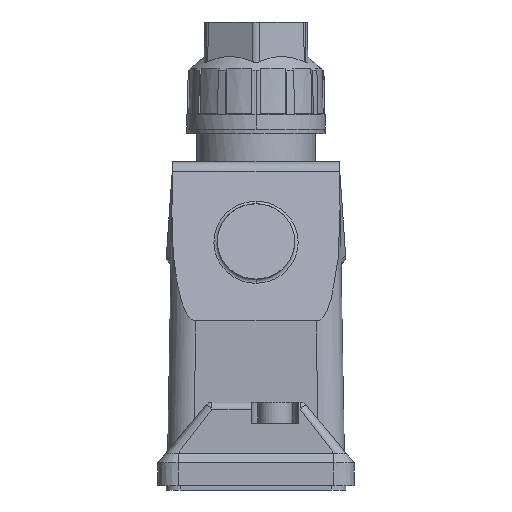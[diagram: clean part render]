
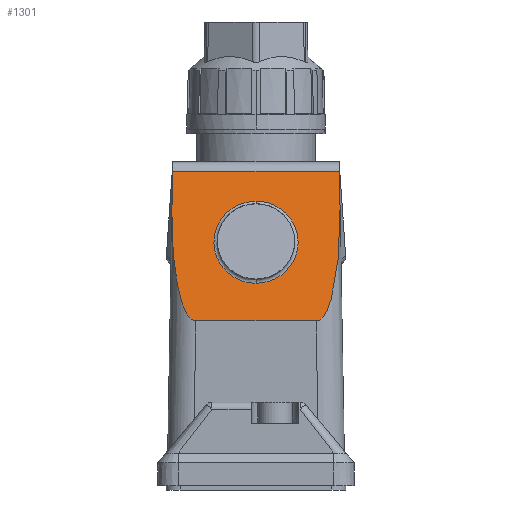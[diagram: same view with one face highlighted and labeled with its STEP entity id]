
A CAD part, front view. The second image highlights one B-rep face of the part: STEP entity #1301.
In plain terms, the highlighted planar face has unit normal (0, -0.974, 0.225).
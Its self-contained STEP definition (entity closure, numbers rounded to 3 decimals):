
#1170=AXIS2_PLACEMENT_3D('Plane Axis2P3D',#1167,#1168,#1169) ;
#840=CARTESIAN_POINT('Vertex',(4.343,27.301,92.287)) ;
#843=CARTESIAN_POINT('Line Origine',(10.861,27.301,92.287)) ;
#847=CARTESIAN_POINT('Vertex',(52.657,27.301,92.287)) ;
#927=CARTESIAN_POINT('Line Origine',(4.248,26.051,86.871)) ;
#931=CARTESIAN_POINT('Vertex',(4.154,24.8,81.454)) ;
#1167=CARTESIAN_POINT('Axis2P3D Location',(64.191,16.386,45.011)) ;
#1173=CARTESIAN_POINT('Control Point',(11.088,17.3,48.968)) ;
#1174=CARTESIAN_POINT('Control Point',(10.509,17.3,48.968)) ;
#1175=CARTESIAN_POINT('Control Point',(9.935,17.356,49.21)) ;
#1176=CARTESIAN_POINT('Control Point',(9.379,17.467,49.693)) ;
#1177=CARTESIAN_POINT('Control Point',(8.125,17.849,51.346)) ;
#1178=CARTESIAN_POINT('Control Point',(7.063,18.466,54.017)) ;
#1179=CARTESIAN_POINT('Control Point',(6.522,18.884,55.828)) ;
#1180=CARTESIAN_POINT('Control Point',(5.386,20.001,60.669)) ;
#1181=CARTESIAN_POINT('Control Point',(4.663,21.308,66.33)) ;
#1182=CARTESIAN_POINT('Control Point',(4.37,22.114,69.818)) ;
#1183=CARTESIAN_POINT('Control Point',(4.157,23.142,74.274)) ;
#1184=CARTESIAN_POINT('Control Point',(4.128,24.184,78.788)) ;
#1185=CARTESIAN_POINT('Control Point',(4.13,24.39,79.676)) ;
#1186=CARTESIAN_POINT('Control Point',(4.138,24.595,80.565)) ;
#1187=CARTESIAN_POINT('Control Point',(4.154,24.8,81.454)) ;
#1188=CARTESIAN_POINT('Vertex',(11.088,17.3,48.968)) ;
#1191=CARTESIAN_POINT('Line Origine',(28.5,17.3,48.968)) ;
#1195=CARTESIAN_POINT('Vertex',(45.912,17.3,48.968)) ;
#1199=CARTESIAN_POINT('Control Point',(52.846,24.8,81.454)) ;
#1200=CARTESIAN_POINT('Control Point',(52.904,24.034,78.137)) ;
#1201=CARTESIAN_POINT('Control Point',(52.864,23.268,74.818)) ;
#1202=CARTESIAN_POINT('Control Point',(52.726,22.511,71.54)) ;
#1203=CARTESIAN_POINT('Control Point',(52.247,21.043,65.18)) ;
#1204=CARTESIAN_POINT('Control Point',(51.331,19.706,59.388)) ;
#1205=CARTESIAN_POINT('Control Point',(50.758,19.085,56.701)) ;
#1206=CARTESIAN_POINT('Control Point',(49.636,18.211,52.916)) ;
#1207=CARTESIAN_POINT('Control Point',(48.213,17.632,50.406)) ;
#1208=CARTESIAN_POINT('Control Point',(47.636,17.464,49.679)) ;
#1209=CARTESIAN_POINT('Control Point',(46.933,17.341,49.147)) ;
#1210=CARTESIAN_POINT('Control Point',(46.212,17.305,48.99)) ;
#1211=CARTESIAN_POINT('Control Point',(46.112,17.302,48.975)) ;
#1212=CARTESIAN_POINT('Control Point',(46.012,17.3,48.968)) ;
#1213=CARTESIAN_POINT('Control Point',(45.912,17.3,48.968)) ;
#1214=CARTESIAN_POINT('Vertex',(52.846,24.8,81.454)) ;
#1217=CARTESIAN_POINT('Line Origine',(52.752,26.051,86.871)) ;
#1231=CARTESIAN_POINT('Control Point',(28.5,19.818,59.876)) ;
#1232=CARTESIAN_POINT('Control Point',(29.697,19.818,59.876)) ;
#1233=CARTESIAN_POINT('Control Point',(30.895,19.851,60.019)) ;
#1234=CARTESIAN_POINT('Control Point',(32.068,19.917,60.305)) ;
#1235=CARTESIAN_POINT('Control Point',(34.319,20.113,61.153)) ;
#1236=CARTESIAN_POINT('Control Point',(36.292,20.425,62.506)) ;
#1237=CARTESIAN_POINT('Control Point',(37.188,20.608,63.298)) ;
#1238=CARTESIAN_POINT('Control Point',(38.762,21.02,65.08)) ;
#1239=CARTESIAN_POINT('Control Point',(39.847,21.504,67.179)) ;
#1240=CARTESIAN_POINT('Control Point',(40.254,21.761,68.289)) ;
#1241=CARTESIAN_POINT('Control Point',(40.569,22.078,69.664)) ;
#1242=CARTESIAN_POINT('Control Point',(40.674,22.4,71.059)) ;
#1243=CARTESIAN_POINT('Control Point',(40.686,22.454,71.291)) ;
#1244=CARTESIAN_POINT('Control Point',(40.692,22.507,71.523)) ;
#1245=CARTESIAN_POINT('Control Point',(40.692,22.561,71.755)) ;
#1246=CARTESIAN_POINT('Vertex',(28.5,19.818,59.876)) ;
#1248=CARTESIAN_POINT('Vertex',(40.692,22.561,71.755)) ;
#1252=CARTESIAN_POINT('Control Point',(28.5,25.303,83.634)) ;
#1253=CARTESIAN_POINT('Control Point',(27.303,25.303,83.634)) ;
#1254=CARTESIAN_POINT('Control Point',(26.105,25.27,83.491)) ;
#1255=CARTESIAN_POINT('Control Point',(24.932,25.204,83.205)) ;
#1256=CARTESIAN_POINT('Control Point',(22.681,25.008,82.357)) ;
#1257=CARTESIAN_POINT('Control Point',(20.708,24.696,81.004)) ;
#1258=CARTESIAN_POINT('Control Point',(19.812,24.513,80.212)) ;
#1259=CARTESIAN_POINT('Control Point',(18.238,24.102,78.431)) ;
#1260=CARTESIAN_POINT('Control Point',(17.153,23.617,76.331)) ;
#1261=CARTESIAN_POINT('Control Point',(16.746,23.361,75.221)) ;
#1262=CARTESIAN_POINT('Control Point',(16.22,22.831,72.926)) ;
#1263=CARTESIAN_POINT('Control Point',(16.279,22.289,70.576)) ;
#1264=CARTESIAN_POINT('Control Point',(16.458,22.019,69.411)) ;
#1265=CARTESIAN_POINT('Control Point',(17.104,21.497,67.146)) ;
#1266=CARTESIAN_POINT('Control Point',(18.294,21.024,65.1)) ;
#1267=CARTESIAN_POINT('Control Point',(19.015,20.806,64.154)) ;
#1268=CARTESIAN_POINT('Control Point',(20.682,20.413,62.454)) ;
#1269=CARTESIAN_POINT('Control Point',(22.721,20.123,61.197)) ;
#1270=CARTESIAN_POINT('Control Point',(23.815,20.007,60.694)) ;
#1271=CARTESIAN_POINT('Control Point',(25.416,19.889,60.182)) ;
#1272=CARTESIAN_POINT('Control Point',(27.074,19.834,59.944)) ;
#1273=CARTESIAN_POINT('Control Point',(27.548,19.823,59.898)) ;
#1274=CARTESIAN_POINT('Control Point',(28.024,19.818,59.876)) ;
#1275=CARTESIAN_POINT('Control Point',(28.5,19.818,59.876)) ;
#1276=CARTESIAN_POINT('Vertex',(28.5,25.303,83.634)) ;
#1280=CARTESIAN_POINT('Control Point',(40.692,22.561,71.755)) ;
#1281=CARTESIAN_POINT('Control Point',(40.692,22.83,72.922)) ;
#1282=CARTESIAN_POINT('Control Point',(40.545,23.099,74.088)) ;
#1283=CARTESIAN_POINT('Control Point',(40.251,23.363,75.232)) ;
#1284=CARTESIAN_POINT('Control Point',(39.381,23.87,77.424)) ;
#1285=CARTESIAN_POINT('Control Point',(37.992,24.314,79.347)) ;
#1286=CARTESIAN_POINT('Control Point',(37.18,24.515,80.22)) ;
#1287=CARTESIAN_POINT('Control Point',(35.351,24.869,81.754)) ;
#1288=CARTESIAN_POINT('Control Point',(33.196,25.113,82.811)) ;
#1289=CARTESIAN_POINT('Control Point',(32.057,25.205,83.208)) ;
#1290=CARTESIAN_POINT('Control Point',(30.646,25.276,83.515)) ;
#1291=CARTESIAN_POINT('Control Point',(29.214,25.299,83.617)) ;
#1292=CARTESIAN_POINT('Control Point',(28.976,25.302,83.629)) ;
#1293=CARTESIAN_POINT('Control Point',(28.738,25.303,83.634)) ;
#1294=CARTESIAN_POINT('Control Point',(28.5,25.303,83.634)) ;
#844=DIRECTION('Vector Direction',(1.,0.,0.)) ;
#928=DIRECTION('Vector Direction',(-0.017,-0.225,-0.974)) ;
#1168=DIRECTION('Axis2P3D Direction',(0.,0.974,-0.225)) ;
#1169=DIRECTION('Axis2P3D XDirection',(0.,0.225,0.974)) ;
#1192=DIRECTION('Vector Direction',(1.,0.,0.)) ;
#1218=DIRECTION('Vector Direction',(0.017,-0.225,-0.974)) ;
#845=VECTOR('Line Direction',#844,1.) ;
#929=VECTOR('Line Direction',#928,1.) ;
#1193=VECTOR('Line Direction',#1192,1.) ;
#1219=VECTOR('Line Direction',#1218,1.) ;
#1223=ORIENTED_EDGE('',*,*,#933,.T.) ;
#1224=ORIENTED_EDGE('',*,*,#1190,.F.) ;
#1225=ORIENTED_EDGE('',*,*,#1197,.T.) ;
#1226=ORIENTED_EDGE('',*,*,#1216,.F.) ;
#1227=ORIENTED_EDGE('',*,*,#1221,.F.) ;
#1228=ORIENTED_EDGE('',*,*,#849,.F.) ;
#1297=ORIENTED_EDGE('',*,*,#1250,.F.) ;
#1298=ORIENTED_EDGE('',*,*,#1278,.F.) ;
#1299=ORIENTED_EDGE('',*,*,#1295,.F.) ;
#1300=FACE_BOUND('',#1296,.T.) ;
#1301=ADVANCED_FACE('MANIFOLD_SOLID_BREP #189480',(#1229,#1300),#1171,.F.) ;
#1172=B_SPLINE_CURVE_WITH_KNOTS('',5,(#1173,#1174,#1175,#1176,#1177,#1178,#1179,#1180,#1181,#1182,#1183,#1184,#1185,#1186,#1187),.UNSPECIFIED.,.F.,.U.,(6,3,3,3,6),(0.,13.489,32.061,58.775,65.308),.UNSPECIFIED.) ;
#1198=B_SPLINE_CURVE_WITH_KNOTS('',5,(#1199,#1200,#1201,#1202,#1203,#1204,#1205,#1206,#1207,#1208,#1209,#1210,#1211,#1212,#1213),.UNSPECIFIED.,.F.,.U.,(6,3,3,3,6),(0.,24.382,48.388,62.958,65.291),.UNSPECIFIED.) ;
#1230=B_SPLINE_CURVE_WITH_KNOTS('',5,(#1231,#1232,#1233,#1234,#1235,#1236,#1237,#1238,#1239,#1240,#1241,#1242,#1243,#1244,#1245),.UNSPECIFIED.,.F.,.U.,(6,3,3,3,6),(0.,8.467,16.934,25.4,27.083),.UNSPECIFIED.) ;
#1251=B_SPLINE_CURVE_WITH_KNOTS('',5,(#1252,#1253,#1254,#1255,#1256,#1257,#1258,#1259,#1260,#1261,#1262,#1263,#1264,#1265,#1266,#1267,#1268,#1269,#1270,#1271,#1272,#1273,#1274,#1275),.UNSPECIFIED.,.F.,.U.,(6,3,3,3,3,3,3,6),(0.,8.467,16.934,25.4,33.867,42.334,50.801,54.166),.UNSPECIFIED.) ;
#1279=B_SPLINE_CURVE_WITH_KNOTS('',5,(#1280,#1281,#1282,#1283,#1284,#1285,#1286,#1287,#1288,#1289,#1290,#1291,#1292,#1293,#1294),.UNSPECIFIED.,.F.,.U.,(6,3,3,3,6),(0.,8.467,16.934,25.4,27.083),.UNSPECIFIED.) ;
#849=EDGE_CURVE('',#841,#848,#846,.T.) ;
#933=EDGE_CURVE('',#841,#932,#930,.T.) ;
#1190=EDGE_CURVE('',#1189,#932,#1172,.T.) ;
#1197=EDGE_CURVE('',#1189,#1196,#1194,.T.) ;
#1216=EDGE_CURVE('',#1215,#1196,#1198,.T.) ;
#1221=EDGE_CURVE('',#848,#1215,#1220,.T.) ;
#1250=EDGE_CURVE('',#1247,#1249,#1230,.T.) ;
#1278=EDGE_CURVE('',#1277,#1247,#1251,.T.) ;
#1295=EDGE_CURVE('',#1249,#1277,#1279,.T.) ;
#1222=EDGE_LOOP('',(#1223,#1224,#1225,#1226,#1227,#1228)) ;
#1296=EDGE_LOOP('',(#1297,#1298,#1299)) ;
#1229=FACE_OUTER_BOUND('',#1222,.T.) ;
#846=LINE('Line',#843,#845) ;
#930=LINE('Line',#927,#929) ;
#1194=LINE('Line',#1191,#1193) ;
#1220=LINE('Line',#1217,#1219) ;
#1171=PLANE('',#1170) ;
#841=VERTEX_POINT('',#840) ;
#848=VERTEX_POINT('',#847) ;
#932=VERTEX_POINT('',#931) ;
#1189=VERTEX_POINT('',#1188) ;
#1196=VERTEX_POINT('',#1195) ;
#1215=VERTEX_POINT('',#1214) ;
#1247=VERTEX_POINT('',#1246) ;
#1249=VERTEX_POINT('',#1248) ;
#1277=VERTEX_POINT('',#1276) ;
